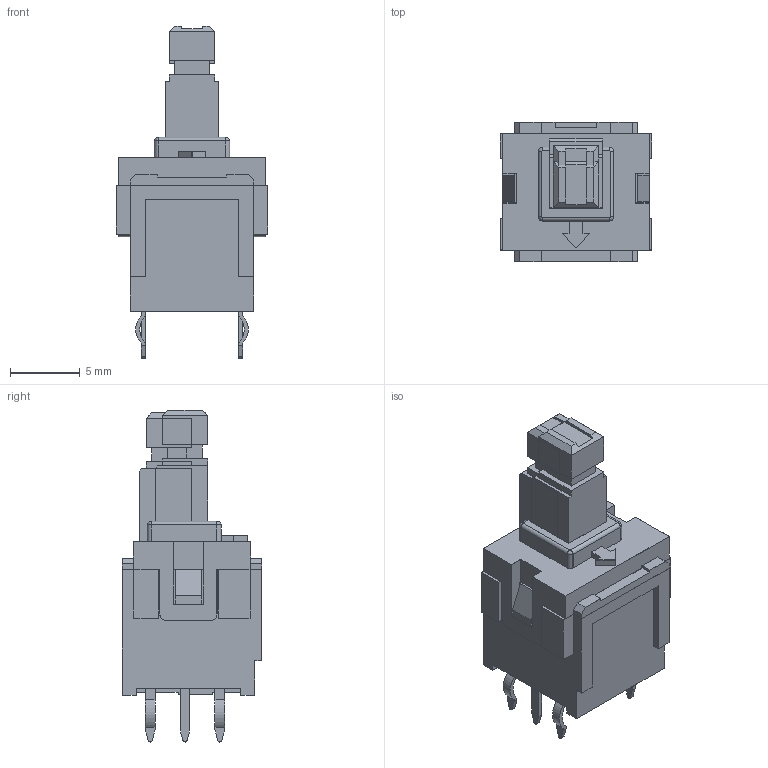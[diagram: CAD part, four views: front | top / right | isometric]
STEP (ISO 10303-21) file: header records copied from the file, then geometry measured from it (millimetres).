
FILE_DESCRIPTION( ( 'Unknown' ), '1' );
FILE_NAME( 'esb30b133-std-sk-r02.stp', 'Unknown', ( 'Unknown' ), ( 'Unknown' ), 'PSStep 10.0', 'Unknown', ' ' );
FILE_SCHEMA( ( 'AUTOMOTIVE_DESIGN { 1 0 10303 214 1 1 1 1 }' ) );
Length unit declared in the file: millimetre
Products named in the file (10): Assem1; sw-3d-131-b30cs1-sk-r05; sw-3d-131-b30cv4-sk-r08; sw-3d-131-b30rd8-sk-r05; sw-3d-131-b30ts1n-sk-r02
Bounding box: 10.9 x 10.01 x 23.85 mm (x, y, z)
Volume: 2235.7 mm3; surface area: 2444.1 mm2
Topology: 18 solids, 18 shells, 466 faces, 1264 edges, 832 vertices
Faces by surface type: plane 394, cylinder 64, bspline 8
Entity records: 9317 total; most frequent: CARTESIAN_POINT 1351, ORIENTED_EDGE 1264, DIRECTION 1178, EDGE_CURVE 632, LINE 564, VECTOR 564, VERTEX_POINT 416, AXIS2_PLACEMENT_3D 307
